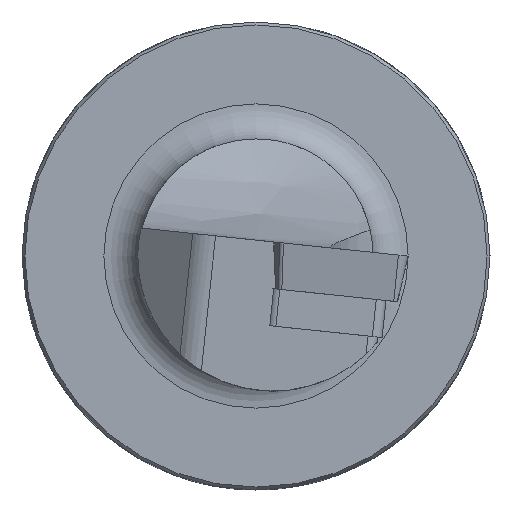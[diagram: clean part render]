
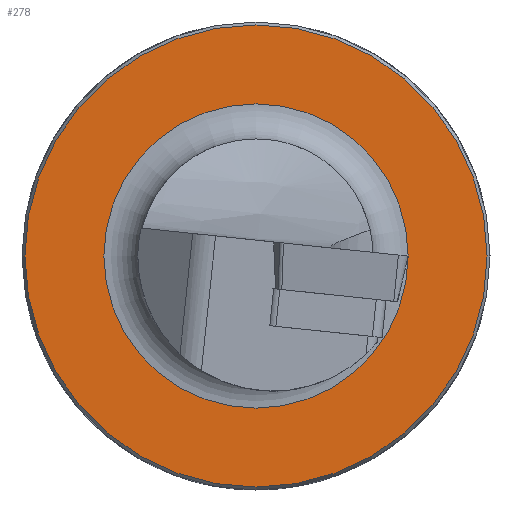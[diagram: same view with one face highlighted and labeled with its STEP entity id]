
A CAD part, left-side view. The second image highlights one B-rep face of the part: STEP entity #278.
In plain terms, the highlighted planar face has unit normal (-1, 0, 0).
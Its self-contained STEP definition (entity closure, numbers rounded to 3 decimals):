
#148=FACE_BOUND('',#450,.T.);
#149=FACE_BOUND('',#451,.T.);
#221=CIRCLE('',#1275,19.75);
#226=CIRCLE('',#1306,13.);
#278=ADVANCED_FACE('',(#148,#149),#328,.F.);
#328=PLANE('',#1307);
#450=EDGE_LOOP('',(#664));
#451=EDGE_LOOP('',(#665));
#664=ORIENTED_EDGE('',*,*,#1015,.T.);
#665=ORIENTED_EDGE('',*,*,#993,.F.);
#878=VERTEX_POINT('',#2245);
#885=VERTEX_POINT('',#2449);
#993=EDGE_CURVE('',#878,#878,#221,.T.);
#1015=EDGE_CURVE('',#885,#885,#226,.T.);
#1275=AXIS2_PLACEMENT_3D('',#2244,#1450,#1451);
#1306=AXIS2_PLACEMENT_3D('',#2448,#1528,#1529);
#1307=AXIS2_PLACEMENT_3D('',#2450,#1530,#1531);
#1450=DIRECTION('',(1.,0.,0.));
#1451=DIRECTION('',(0.,0.,-1.));
#1528=DIRECTION('',(1.,0.,0.));
#1529=DIRECTION('',(0.,0.,1.));
#1530=DIRECTION('',(1.,0.,0.));
#1531=DIRECTION('',(0.,0.,-1.));
#2244=CARTESIAN_POINT('',(60.,0.,0.));
#2245=CARTESIAN_POINT('',(60.,0.,-19.75));
#2448=CARTESIAN_POINT('',(60.,0.,0.));
#2449=CARTESIAN_POINT('',(60.,0.,13.));
#2450=CARTESIAN_POINT('',(60.,139.676,0.));
